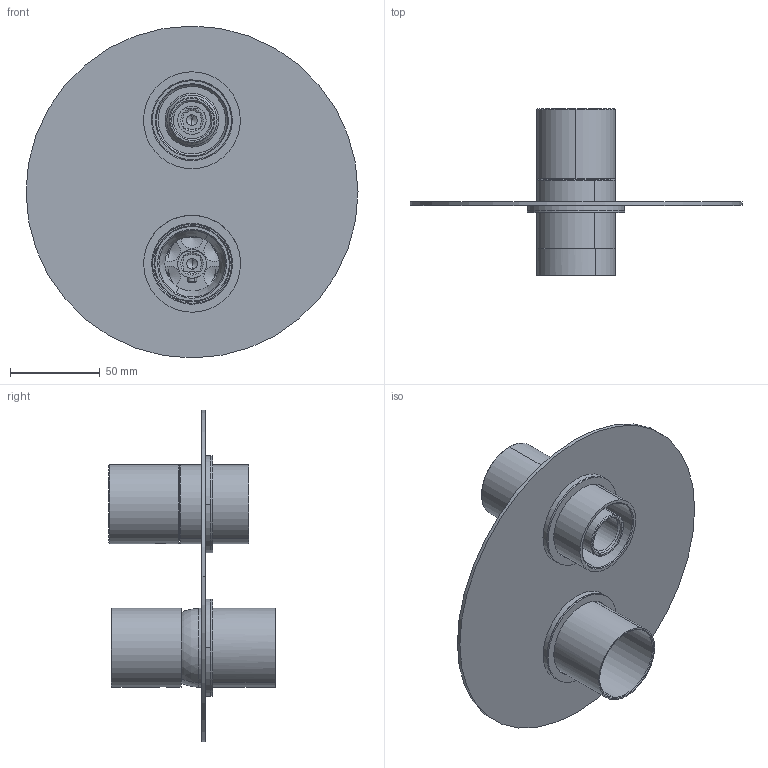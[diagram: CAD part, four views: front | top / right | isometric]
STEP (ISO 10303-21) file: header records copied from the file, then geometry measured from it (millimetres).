
FILE_DESCRIPTION(('CATIA V5 STEP Exchange','CAx-IF Rec.Pracs.--- Model Styling and Organization---1.5--- 2016-08-15','CAx-IF Rec.Pracs.---Supplemental Geometry---1.0---2011-11-01','CAx-IF Rec.Pracs.--- Composite Materials ---3.4---2017-06-13','CAx-IF Rec.Pracs.---Tessellated 3D Geometry---1.0---2015-12-17'),'2;1');
FILE_NAME('X3 0BM03.stp','2022-09-16T06:13:38+00:00',('none'),('none'),'CATIA Version 5-6 Release 2020 SP2','CATIA V5 STEP AP242 v2','none');
FILE_SCHEMA(('AP242_MANAGED_MODEL_BASED_3D_ENGINEERING_MIM_LF {1 0 10303 442 1 1 4}'));
Length unit declared in the file: millimetre
Products named in the file (3): X3 0BM03; xx 00220 0; P47570
Assembly tree (3 placements, depth 2):
  X3 0BM03
    xx 00220 0
    P47570  x2
Bounding box: 185 x 92.75 x 185 mm (x, y, z)
Volume: 133885.1 mm3; surface area: 123160.9 mm2
Topology: 13 solids, 13 shells, 276 faces, 664 edges, 406 vertices
Faces by surface type: cylinder 112, cone 82, plane 70, torus 10, sphere 2
Entity records: 5864 total; most frequent: CARTESIAN_POINT 1348, ORIENTED_EDGE 924, DIRECTION 689, EDGE_CURVE 462, AXIS2_PLACEMENT_3D 357, VERTEX_POINT 296, EDGE_LOOP 240, CIRCLE 225
